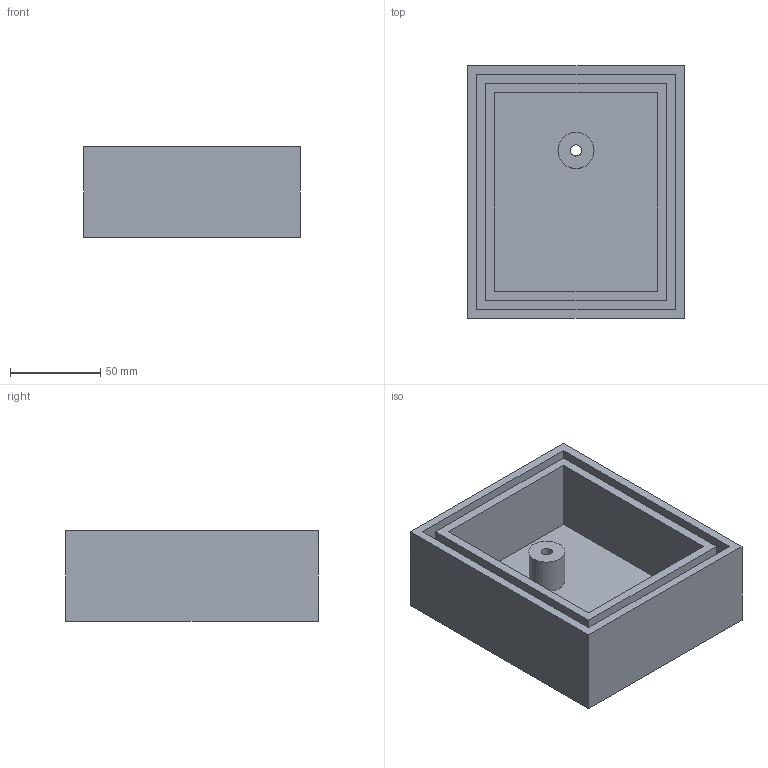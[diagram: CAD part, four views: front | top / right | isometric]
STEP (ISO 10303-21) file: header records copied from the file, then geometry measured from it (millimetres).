
FILE_DESCRIPTION(/* description */ ('STEP AP242','CAx-IF Rec.Pracs.---Representation and Presentation of Product Manufacturing Information (PMI)---4.0---2014-10-13','CAx-IF Rec.Pracs.---3D Tessellated Geometry---0.4---2014-09-14','2;1'),/* implementation_level */ '2;1');
FILE_NAME(/* name */ '6765453a607b535018103dc8',/* time_stamp */ '2024-12-20T10:21:46Z',/* author */ (''),/* organization */ (''),/* preprocessor_version */ 'ST-DEVELOPER v20',/* originating_system */ 'ONSHAPE BY PTC INC, 1.191',/* authorisation */ ' ');
FILE_SCHEMA (('AP242_MANAGED_MODEL_BASED_3D_ENGINEERING_MIM_LF { 1 0 10303 442 1 1 4 }'));
Length unit declared in the file: millimetre
Products named in the file (29): Line15; Line14; Line13; Part 1; Line25; Arc1; Line24; Arc2; Line23; Line7; Line6; Line8; Line30; Line5; Line9; Line4; Line10; Line3; Line11; Line21; Line2; Line12; Line19; Line1; Line16; Line20; Line22; Line17; Line18
Bounding box: 119.9 x 139.9 x 50 mm (x, y, z)
Volume: 353416 mm3; surface area: 114113.6 mm2
Topology: 1 solids, 1 shells, 25 faces, 84 edges, 91 vertices
Faces by surface type: plane 22, cylinder 2, cone 1
Full cylindrical faces by diameter (mm): 6.2 x1, 20 x1
Entity records: 1654 total; most frequent: DIRECTION 196, CARTESIAN_POINT 172, ORIENTED_EDGE 106, LINE 74, VECTOR 74, AXIS2_PLACEMENT_3D 61, STYLED_ITEM 57, PRESENTATION_STYLE_ASSIGNMENT 57
